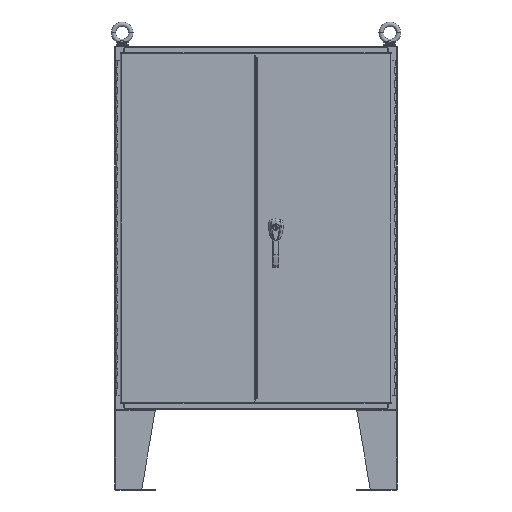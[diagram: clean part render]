
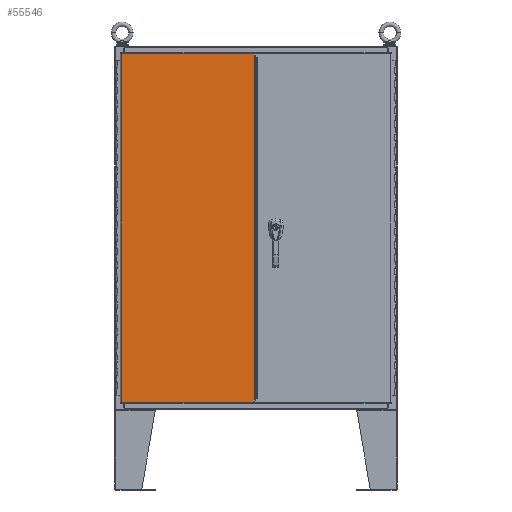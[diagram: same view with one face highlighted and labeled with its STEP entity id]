
A CAD part, front view. The second image highlights one B-rep face of the part: STEP entity #55546.
In plain terms, the highlighted planar face has unit normal (0, -1, 0).
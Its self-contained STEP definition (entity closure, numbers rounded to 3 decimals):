
#4348 = CARTESIAN_POINT ( 'NONE',  ( -0.268, -9.898, -52.599 ) ) ;
#5824 = LINE ( 'NONE', #40906, #76008 ) ;
#8455 = VECTOR ( 'NONE', #29855, 39.37 ) ;
#11415 = VERTEX_POINT ( 'NONE', #4348 ) ;
#12308 = CARTESIAN_POINT ( 'NONE',  ( -0.268, -9.898, -52.973 ) ) ;
#13360 = DIRECTION ( 'NONE',  ( 0., 0., -1. ) ) ;
#13741 = DIRECTION ( 'NONE',  ( 0., 0., 1. ) ) ;
#14535 = CARTESIAN_POINT ( 'NONE',  ( -0.268, -9.898, -1.008 ) ) ;
#14698 = CARTESIAN_POINT ( 'NONE',  ( -0.268, -9.898, -52.973 ) ) ;
#25519 = VECTOR ( 'NONE', #13741, 39.37 ) ;
#25889 = CARTESIAN_POINT ( 'NONE',  ( -20.107, -9.898, -52.973 ) ) ;
#28284 = CARTESIAN_POINT ( 'NONE',  ( -20.107, -9.898, -52.973 ) ) ;
#29476 = EDGE_CURVE ( 'NONE', #91622, #58038, #56191, .T. ) ;
#29855 = DIRECTION ( 'NONE',  ( -1., 0., 0. ) ) ;
#30340 = CARTESIAN_POINT ( 'NONE',  ( -20.107, -9.898, -1.008 ) ) ;
#32894 = EDGE_LOOP ( 'NONE', ( #64510, #76105, #84771, #86110, #47774, #88844 ) ) ;
#33197 = DIRECTION ( 'NONE',  ( 0., 0., -1. ) ) ;
#33601 = DIRECTION ( 'NONE',  ( 0., 0., 1. ) ) ;
#34430 = AXIS2_PLACEMENT_3D ( 'NONE', #25889, #92041, #33197 ) ;
#35636 = LINE ( 'NONE', #14698, #25519 ) ;
#40906 = CARTESIAN_POINT ( 'NONE',  ( -0.268, -9.898, -52.973 ) ) ;
#41097 = VECTOR ( 'NONE', #50689, 39.37 ) ;
#45308 = CARTESIAN_POINT ( 'NONE',  ( -0.268, -9.898, -1.383 ) ) ;
#46565 = VERTEX_POINT ( 'NONE', #91486 ) ;
#47774 = ORIENTED_EDGE ( 'NONE', *, *, #88270, .T. ) ;
#49708 = LINE ( 'NONE', #28284, #41097 ) ;
#50689 = DIRECTION ( 'NONE',  ( 1., 0., 0. ) ) ;
#55546 = ADVANCED_FACE ( 'NONE', ( #86187 ), #61934, .T. ) ;
#56191 = LINE ( 'NONE', #79994, #65987 ) ;
#58038 = VERTEX_POINT ( 'NONE', #65438 ) ;
#59829 = EDGE_CURVE ( 'NONE', #58038, #46565, #49708, .T. ) ;
#61934 = PLANE ( 'NONE',  #34430 ) ;
#64510 = ORIENTED_EDGE ( 'NONE', *, *, #72348, .T. ) ;
#65438 = CARTESIAN_POINT ( 'NONE',  ( -20.107, -9.898, -52.973 ) ) ;
#65466 = VERTEX_POINT ( 'NONE', #45308 ) ;
#65839 = VERTEX_POINT ( 'NONE', #14535 ) ;
#65987 = VECTOR ( 'NONE', #13360, 39.37 ) ;
#68235 = VECTOR ( 'NONE', #86234, 39.37 ) ;
#70392 = EDGE_CURVE ( 'NONE', #46565, #11415, #35636, .T. ) ;
#71192 = LINE ( 'NONE', #12308, #68235 ) ;
#72348 = EDGE_CURVE ( 'NONE', #65839, #91622, #74614, .T. ) ;
#73854 = CARTESIAN_POINT ( 'NONE',  ( -20.107, -9.898, -1.008 ) ) ;
#74614 = LINE ( 'NONE', #30340, #8455 ) ;
#76008 = VECTOR ( 'NONE', #33601, 39.37 ) ;
#76105 = ORIENTED_EDGE ( 'NONE', *, *, #29476, .T. ) ;
#79357 = EDGE_CURVE ( 'NONE', #65466, #65839, #5824, .T. ) ;
#79994 = CARTESIAN_POINT ( 'NONE',  ( -20.107, -9.898, -52.973 ) ) ;
#84771 = ORIENTED_EDGE ( 'NONE', *, *, #59829, .T. ) ;
#86110 = ORIENTED_EDGE ( 'NONE', *, *, #70392, .T. ) ;
#86187 = FACE_OUTER_BOUND ( 'NONE', #32894, .T. ) ;
#86234 = DIRECTION ( 'NONE',  ( 0., 0., 1. ) ) ;
#88270 = EDGE_CURVE ( 'NONE', #11415, #65466, #71192, .T. ) ;
#88844 = ORIENTED_EDGE ( 'NONE', *, *, #79357, .T. ) ;
#91486 = CARTESIAN_POINT ( 'NONE',  ( -0.268, -9.898, -52.973 ) ) ;
#91622 = VERTEX_POINT ( 'NONE', #73854 ) ;
#92041 = DIRECTION ( 'NONE',  ( 0., -1., 0. ) ) ;
